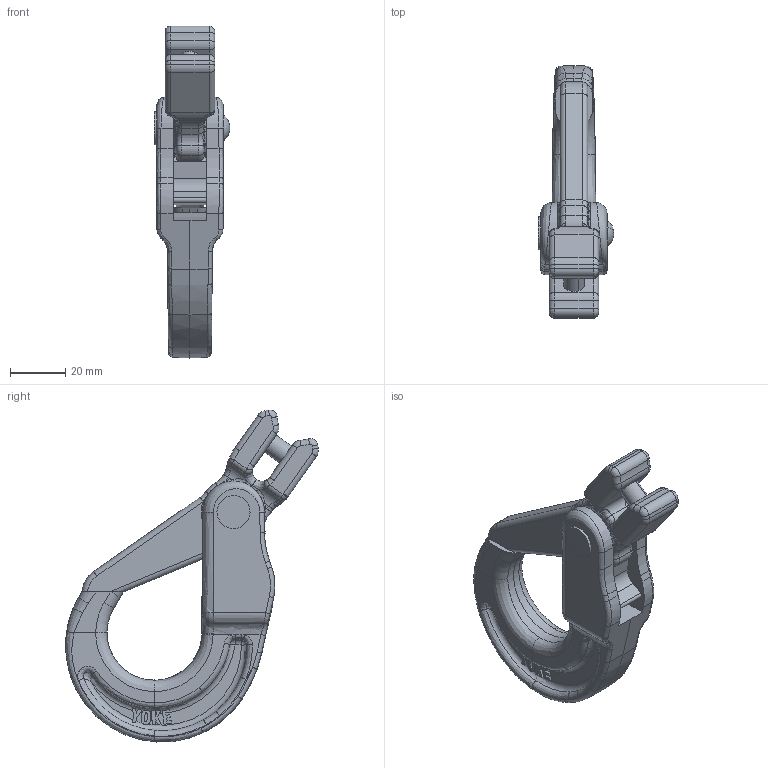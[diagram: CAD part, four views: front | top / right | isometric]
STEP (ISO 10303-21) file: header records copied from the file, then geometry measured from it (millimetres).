
FILE_DESCRIPTION(('CATIA V5 STEP Exchange'),'2;1');
FILE_NAME('X-026-06.stp','2014-02-14T05:33:32+00:00',('none'),('none'),'CATIA Version 5 Release 21 GA (IN-10)','CATIA V5 STEP AP203','none');
FILE_SCHEMA(('CONFIG_CONTROL_DESIGN'));
Length unit declared in the file: millimetre
Products named in the file (1): X-026-06
Bounding box: 27.5 x 91.78 x 120.48 mm (x, y, z)
Volume: 66734 mm3; surface area: 21169.9 mm2
Topology: 1 solids, 1 shells, 808 faces, 2144 edges, 1332 vertices
Faces by surface type: plane 460, bspline 164, cylinder 71, torus 67, cone 24, sphere 14, revolution 8
Entity records: 36021 total; most frequent: CARTESIAN_POINT 18808, ORIENTED_EDGE 4264, DIRECTION 2338, EDGE_CURVE 2132, VERTEX_POINT 1332, B_SPLINE_CURVE_WITH_KNOTS 990, AXIS2_PLACEMENT_3D 878, VECTOR 863
